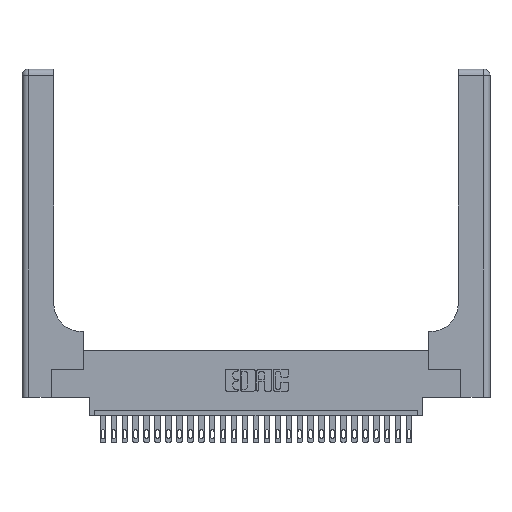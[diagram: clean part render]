
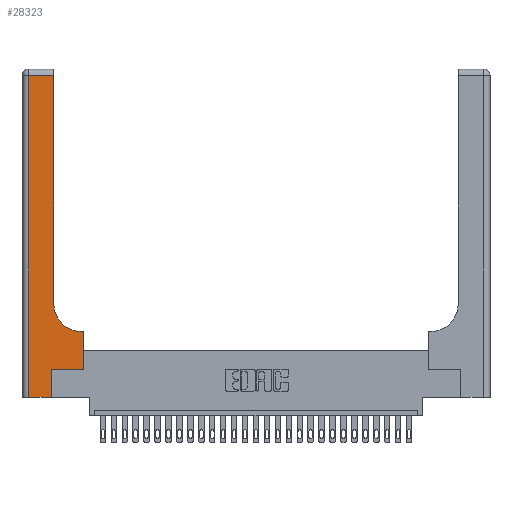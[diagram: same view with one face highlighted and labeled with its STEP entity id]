
A CAD part, top view. The second image highlights one B-rep face of the part: STEP entity #28323.
In plain terms, the highlighted planar face has unit normal (0, 0, 1).
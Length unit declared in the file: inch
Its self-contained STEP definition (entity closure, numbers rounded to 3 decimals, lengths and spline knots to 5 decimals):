
#312 = VECTOR ( 'NONE', #15209, 39.37008 ) ;
#349 = VERTEX_POINT ( 'NONE', #3327 ) ;
#702 = CARTESIAN_POINT ( 'NONE',  ( 0.06, 2.94, 0.37 ) ) ;
#1106 = VERTEX_POINT ( 'NONE', #702 ) ;
#2556 = EDGE_CURVE ( 'NONE', #10707, #349, #11657, .T. ) ;
#3045 = EDGE_CURVE ( 'NONE', #11024, #9126, #17618, .T. ) ;
#3327 = CARTESIAN_POINT ( 'NONE',  ( 0.5585, 0.25, 0.37 ) ) ;
#3387 = LINE ( 'NONE', #7939, #28780 ) ;
#3814 = ORIENTED_EDGE ( 'NONE', *, *, #22598, .T. ) ;
#4293 = CARTESIAN_POINT ( 'NONE',  ( 0.269, 0., 0.37 ) ) ;
#4605 = AXIS2_PLACEMENT_3D ( 'NONE', #25780, #28207, #17183 ) ;
#4988 = VERTEX_POINT ( 'NONE', #10685 ) ;
#5098 = CARTESIAN_POINT ( 'NONE',  ( 0.2915, 0.6, 0.37 ) ) ;
#5387 = DIRECTION ( 'NONE',  ( -1., 0., 0. ) ) ;
#5614 = VERTEX_POINT ( 'NONE', #16970 ) ;
#6462 = ORIENTED_EDGE ( 'NONE', *, *, #11676, .T. ) ;
#6608 = DIRECTION ( 'NONE',  ( -1., 0., 0. ) ) ;
#7563 = DIRECTION ( 'NONE',  ( 0., 1., 0. ) ) ;
#7694 = LINE ( 'NONE', #4293, #312 ) ;
#7939 = CARTESIAN_POINT ( 'NONE',  ( 0., 0., 0.37 ) ) ;
#7974 = ORIENTED_EDGE ( 'NONE', *, *, #22020, .T. ) ;
#8200 = EDGE_CURVE ( 'NONE', #23423, #5614, #3387, .T. ) ;
#8367 = LINE ( 'NONE', #5098, #21314 ) ;
#9126 = VERTEX_POINT ( 'NONE', #17534 ) ;
#9312 = DIRECTION ( 'NONE',  ( 1., 0., 0. ) ) ;
#10192 = DIRECTION ( 'NONE',  ( 0., 1., 0. ) ) ;
#10198 = LINE ( 'NONE', #20270, #16160 ) ;
#10386 = AXIS2_PLACEMENT_3D ( 'NONE', #26290, #12991, #22179 ) ;
#10531 = ORIENTED_EDGE ( 'NONE', *, *, #27516, .T. ) ;
#10685 = CARTESIAN_POINT ( 'NONE',  ( 0.5585, 0.6, 0.37 ) ) ;
#10707 = VERTEX_POINT ( 'NONE', #24268 ) ;
#11024 = VERTEX_POINT ( 'NONE', #24048 ) ;
#11657 = LINE ( 'NONE', #27338, #20755 ) ;
#11676 = EDGE_CURVE ( 'NONE', #1106, #23423, #10198, .T. ) ;
#12120 = ORIENTED_EDGE ( 'NONE', *, *, #2556, .T. ) ;
#12951 = EDGE_CURVE ( 'NONE', #349, #4988, #17191, .T. ) ;
#12991 = DIRECTION ( 'NONE',  ( 0., 0., -1. ) ) ;
#13991 = ORIENTED_EDGE ( 'NONE', *, *, #3045, .T. ) ;
#14062 = VECTOR ( 'NONE', #10192, 39.37008 ) ;
#14249 = EDGE_LOOP ( 'NONE', ( #13991, #14720, #6462, #22448, #3814, #12120, #19264, #7974, #10531 ) ) ;
#14450 = CARTESIAN_POINT ( 'NONE',  ( 0.06, 0., 0.37 ) ) ;
#14720 = ORIENTED_EDGE ( 'NONE', *, *, #20054, .T. ) ;
#15209 = DIRECTION ( 'NONE',  ( 0., 1., 0. ) ) ;
#16160 = VECTOR ( 'NONE', #18234, 39.37008 ) ;
#16893 = CARTESIAN_POINT ( 'NONE',  ( 0.2915, 3., 0.37 ) ) ;
#16970 = CARTESIAN_POINT ( 'NONE',  ( 0.269, 0., 0.37 ) ) ;
#17183 = DIRECTION ( 'NONE',  ( 1., 0., 0. ) ) ;
#17191 = LINE ( 'NONE', #18713, #27894 ) ;
#17534 = CARTESIAN_POINT ( 'NONE',  ( 0.2915, 2.94, 0.37 ) ) ;
#17618 = LINE ( 'NONE', #16893, #14062 ) ;
#17701 = PLANE ( 'NONE',  #10386 ) ;
#17985 = FACE_OUTER_BOUND ( 'NONE', #14249, .T. ) ;
#18234 = DIRECTION ( 'NONE',  ( 0., -1., 0. ) ) ;
#18713 = CARTESIAN_POINT ( 'NONE',  ( 0.5585, 0.25, 0.37 ) ) ;
#18875 = VERTEX_POINT ( 'NONE', #23076 ) ;
#19264 = ORIENTED_EDGE ( 'NONE', *, *, #12951, .T. ) ;
#20054 = EDGE_CURVE ( 'NONE', #9126, #1106, #25008, .T. ) ;
#20270 = CARTESIAN_POINT ( 'NONE',  ( 0.06, 3., 0.37 ) ) ;
#20755 = VECTOR ( 'NONE', #9312, 39.37008 ) ;
#21041 = CIRCLE ( 'NONE', #4605, 0.25 ) ;
#21314 = VECTOR ( 'NONE', #5387, 39.37008 ) ;
#22020 = EDGE_CURVE ( 'NONE', #4988, #18875, #8367, .T. ) ;
#22179 = DIRECTION ( 'NONE',  ( -1., 0., 0. ) ) ;
#22448 = ORIENTED_EDGE ( 'NONE', *, *, #8200, .T. ) ;
#22598 = EDGE_CURVE ( 'NONE', #5614, #10707, #7694, .T. ) ;
#23076 = CARTESIAN_POINT ( 'NONE',  ( 0.5415, 0.6, 0.37 ) ) ;
#23423 = VERTEX_POINT ( 'NONE', #14450 ) ;
#23565 = DIRECTION ( 'NONE',  ( 1., 0., 0. ) ) ;
#24048 = CARTESIAN_POINT ( 'NONE',  ( 0.2915, 0.85, 0.37 ) ) ;
#24268 = CARTESIAN_POINT ( 'NONE',  ( 0.269, 0.25, 0.37 ) ) ;
#24720 = CARTESIAN_POINT ( 'NONE',  ( 0., 2.94, 0.37 ) ) ;
#25008 = LINE ( 'NONE', #24720, #26719 ) ;
#25780 = CARTESIAN_POINT ( 'NONE',  ( 0.5415, 0.85, 0.37 ) ) ;
#26290 = CARTESIAN_POINT ( 'NONE',  ( 0., 3., 0.37 ) ) ;
#26719 = VECTOR ( 'NONE', #6608, 39.37008 ) ;
#27338 = CARTESIAN_POINT ( 'NONE',  ( 0.269, 0.25, 0.37 ) ) ;
#27516 = EDGE_CURVE ( 'NONE', #18875, #11024, #21041, .T. ) ;
#27894 = VECTOR ( 'NONE', #7563, 39.37008 ) ;
#28207 = DIRECTION ( 'NONE',  ( 0., 0., -1. ) ) ;
#28323 = ADVANCED_FACE ( 'NONE', ( #17985 ), #17701, .F. ) ;
#28780 = VECTOR ( 'NONE', #23565, 39.37008 ) ;
